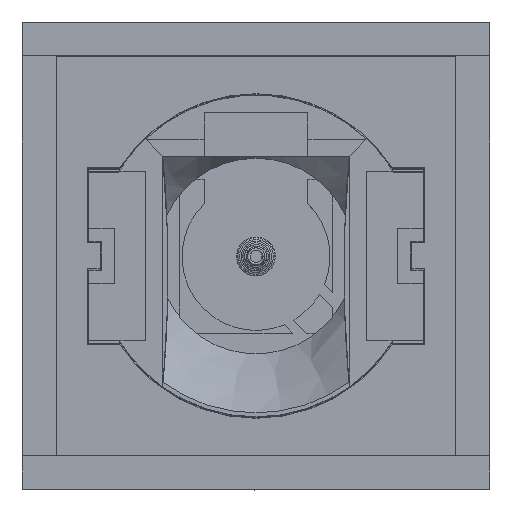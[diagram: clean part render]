
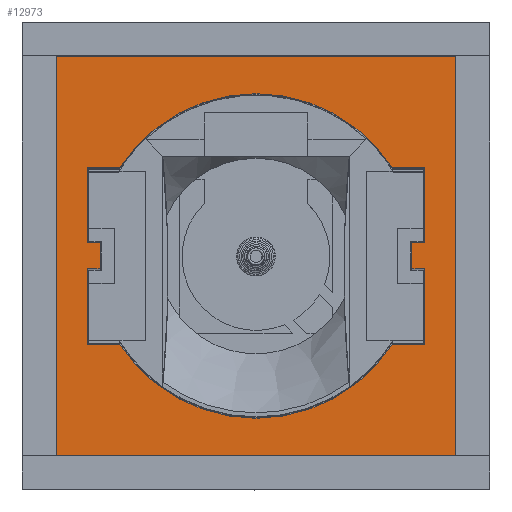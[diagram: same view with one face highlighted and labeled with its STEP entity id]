
A CAD part, top view. The second image highlights one B-rep face of the part: STEP entity #12973.
In plain terms, the highlighted planar face has unit normal (0, 0, 1).
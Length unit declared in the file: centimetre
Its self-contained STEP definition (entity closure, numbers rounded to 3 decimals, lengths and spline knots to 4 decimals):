
#63=FACE_BOUND('',#4676,.T.);
#765=LINE('',#21424,#2126);
#934=LINE('',#21817,#2295);
#936=LINE('',#21821,#2297);
#938=LINE('',#21825,#2299);
#940=LINE('',#21829,#2301);
#942=LINE('',#21833,#2303);
#944=LINE('',#21837,#2305);
#946=LINE('',#21841,#2307);
#949=LINE('',#21849,#2310);
#951=LINE('',#21853,#2312);
#953=LINE('',#21857,#2314);
#955=LINE('',#21861,#2316);
#957=LINE('',#21865,#2318);
#959=LINE('',#21869,#2320);
#961=LINE('',#21872,#2322);
#962=LINE('',#21876,#2323);
#966=LINE('',#21882,#2327);
#967=LINE('',#21884,#2328);
#2126=VECTOR('',#16227,1.);
#2295=VECTOR('',#16578,1.);
#2297=VECTOR('',#16582,1.);
#2299=VECTOR('',#16586,1.);
#2301=VECTOR('',#16590,1.);
#2303=VECTOR('',#16594,1.);
#2305=VECTOR('',#16598,1.);
#2307=VECTOR('',#16602,1.);
#2310=VECTOR('',#16611,1.);
#2312=VECTOR('',#16615,1.);
#2314=VECTOR('',#16619,1.);
#2316=VECTOR('',#16623,1.);
#2318=VECTOR('',#16627,1.);
#2320=VECTOR('',#16631,1.);
#2322=VECTOR('',#16635,1.);
#2323=VECTOR('',#16640,1.);
#2327=VECTOR('',#16646,1.);
#2328=VECTOR('',#16649,1.);
#3274=PLANE('',#13931);
#3945=FACE_OUTER_BOUND('',#4675,.T.);
#4675=EDGE_LOOP('',(#11202,#11203,#11204,#11205));
#4676=EDGE_LOOP('',(#11206,#11207,#11208,#11209,#11210,#11211,#11212,#11213,
#11214,#11215,#11216,#11217,#11218,#11219,#11220,#11221));
#5258=CIRCLE('',#13910,0.625);
#5259=CIRCLE('',#13919,0.625);
#6122=VERTEX_POINT('',#21421);
#6123=VERTEX_POINT('',#21423);
#6254=VERTEX_POINT('',#21810);
#6255=VERTEX_POINT('',#21812);
#6256=VERTEX_POINT('',#21816);
#6257=VERTEX_POINT('',#21820);
#6258=VERTEX_POINT('',#21824);
#6259=VERTEX_POINT('',#21828);
#6260=VERTEX_POINT('',#21832);
#6261=VERTEX_POINT('',#21836);
#6262=VERTEX_POINT('',#21840);
#6263=VERTEX_POINT('',#21844);
#6264=VERTEX_POINT('',#21848);
#6265=VERTEX_POINT('',#21852);
#6266=VERTEX_POINT('',#21856);
#6267=VERTEX_POINT('',#21860);
#6268=VERTEX_POINT('',#21864);
#6269=VERTEX_POINT('',#21868);
#6270=VERTEX_POINT('',#21875);
#6271=VERTEX_POINT('',#21880);
#7762=EDGE_CURVE('',#6123,#6122,#765,.T.);
#7954=EDGE_CURVE('',#6255,#6254,#5258,.T.);
#7956=EDGE_CURVE('',#6256,#6255,#934,.T.);
#7958=EDGE_CURVE('',#6257,#6256,#936,.T.);
#7960=EDGE_CURVE('',#6258,#6257,#938,.T.);
#7962=EDGE_CURVE('',#6259,#6258,#940,.T.);
#7964=EDGE_CURVE('',#6260,#6259,#942,.T.);
#7966=EDGE_CURVE('',#6261,#6260,#944,.T.);
#7968=EDGE_CURVE('',#6262,#6261,#946,.T.);
#7970=EDGE_CURVE('',#6263,#6262,#5259,.T.);
#7972=EDGE_CURVE('',#6264,#6263,#949,.T.);
#7974=EDGE_CURVE('',#6265,#6264,#951,.T.);
#7976=EDGE_CURVE('',#6266,#6265,#953,.T.);
#7978=EDGE_CURVE('',#6267,#6266,#955,.T.);
#7980=EDGE_CURVE('',#6268,#6267,#957,.T.);
#7982=EDGE_CURVE('',#6269,#6268,#959,.T.);
#7984=EDGE_CURVE('',#6254,#6269,#961,.T.);
#7985=EDGE_CURVE('',#6122,#6270,#962,.T.);
#7989=EDGE_CURVE('',#6270,#6271,#966,.T.);
#7990=EDGE_CURVE('',#6271,#6123,#967,.T.);
#11202=ORIENTED_EDGE('',*,*,#7985,.T.);
#11203=ORIENTED_EDGE('',*,*,#7989,.T.);
#11204=ORIENTED_EDGE('',*,*,#7990,.T.);
#11205=ORIENTED_EDGE('',*,*,#7762,.T.);
#11206=ORIENTED_EDGE('',*,*,#7954,.T.);
#11207=ORIENTED_EDGE('',*,*,#7984,.T.);
#11208=ORIENTED_EDGE('',*,*,#7982,.T.);
#11209=ORIENTED_EDGE('',*,*,#7980,.T.);
#11210=ORIENTED_EDGE('',*,*,#7978,.T.);
#11211=ORIENTED_EDGE('',*,*,#7976,.T.);
#11212=ORIENTED_EDGE('',*,*,#7974,.T.);
#11213=ORIENTED_EDGE('',*,*,#7972,.T.);
#11214=ORIENTED_EDGE('',*,*,#7970,.T.);
#11215=ORIENTED_EDGE('',*,*,#7968,.T.);
#11216=ORIENTED_EDGE('',*,*,#7966,.T.);
#11217=ORIENTED_EDGE('',*,*,#7964,.T.);
#11218=ORIENTED_EDGE('',*,*,#7962,.T.);
#11219=ORIENTED_EDGE('',*,*,#7960,.T.);
#11220=ORIENTED_EDGE('',*,*,#7958,.T.);
#11221=ORIENTED_EDGE('',*,*,#7956,.T.);
#12973=ADVANCED_FACE('',(#3945,#63),#3274,.T.);
#13910=AXIS2_PLACEMENT_3D('',#21813,#16573,#16574);
#13919=AXIS2_PLACEMENT_3D('',#21845,#16606,#16607);
#13931=AXIS2_PLACEMENT_3D('',#21888,#16652,#16653);
#16227=DIRECTION('',(0.,-1.,0.));
#16573=DIRECTION('center_axis',(0.,0.,
-1.));
#16574=DIRECTION('ref_axis',(-0.839,-0.544,0.));
#16578=DIRECTION('',(-1.,0.,0.));
#16582=DIRECTION('',(0.,-1.,0.));
#16586=DIRECTION('',(1.,0.,0.));
#16590=DIRECTION('',(0.,-1.,0.));
#16594=DIRECTION('',(-1.,0.,0.));
#16598=DIRECTION('',(0.,-1.,0.));
#16602=DIRECTION('',(1.,0.,0.));
#16606=DIRECTION('center_axis',(0.,0.,
-1.));
#16607=DIRECTION('ref_axis',(0.839,0.544,0.));
#16611=DIRECTION('',(1.,0.,0.));
#16615=DIRECTION('',(0.,1.,0.));
#16619=DIRECTION('',(-1.,0.,0.));
#16623=DIRECTION('',(0.,1.,0.));
#16627=DIRECTION('',(1.,0.,0.));
#16631=DIRECTION('',(0.,1.,0.));
#16635=DIRECTION('',(-1.,0.,0.));
#16640=DIRECTION('',(1.,0.,0.));
#16646=DIRECTION('',(0.,1.,0.));
#16649=DIRECTION('',(-1.,0.,0.));
#16652=DIRECTION('center_axis',(0.,0.,
1.));
#16653=DIRECTION('ref_axis',(1.,0.,0.));
#21421=CARTESIAN_POINT('',(-0.77,-0.77,1.76));
#21423=CARTESIAN_POINT('',(-0.77,0.77,1.76));
#21424=CARTESIAN_POINT('',(-0.77,0.77,1.76));
#21810=CARTESIAN_POINT('',(-0.5244,-0.34,1.76));
#21812=CARTESIAN_POINT('',(0.5244,-0.34,1.76));
#21813=CARTESIAN_POINT('Origin',(0.,0.,
1.76));
#21816=CARTESIAN_POINT('',(0.65,-0.34,1.76));
#21817=CARTESIAN_POINT('',(0.2622,-0.34,1.76));
#21820=CARTESIAN_POINT('',(0.65,-0.05,1.76));
#21821=CARTESIAN_POINT('',(0.65,-0.17,1.76));
#21824=CARTESIAN_POINT('',(0.6,-0.05,1.76));
#21825=CARTESIAN_POINT('',(0.325,-0.05,1.76));
#21828=CARTESIAN_POINT('',(0.6,0.05,1.76));
#21829=CARTESIAN_POINT('',(0.6,-0.025,1.76));
#21832=CARTESIAN_POINT('',(0.65,0.05,1.76));
#21833=CARTESIAN_POINT('',(0.3,0.05,1.76));
#21836=CARTESIAN_POINT('',(0.65,0.34,1.76));
#21837=CARTESIAN_POINT('',(0.65,0.025,1.76));
#21840=CARTESIAN_POINT('',(0.5244,0.34,1.76));
#21841=CARTESIAN_POINT('',(0.325,0.34,1.76));
#21844=CARTESIAN_POINT('',(-0.5244,0.34,1.76));
#21845=CARTESIAN_POINT('Origin',(0.,0.,
1.76));
#21848=CARTESIAN_POINT('',(-0.65,0.34,1.76));
#21849=CARTESIAN_POINT('',(-0.2622,0.34,1.76));
#21852=CARTESIAN_POINT('',(-0.65,0.05,1.76));
#21853=CARTESIAN_POINT('',(-0.65,0.17,1.76));
#21856=CARTESIAN_POINT('',(-0.6,0.05,1.76));
#21857=CARTESIAN_POINT('',(-0.325,0.05,1.76));
#21860=CARTESIAN_POINT('',(-0.6,-0.05,1.76));
#21861=CARTESIAN_POINT('',(-0.6,0.025,1.76));
#21864=CARTESIAN_POINT('',(-0.65,-0.05,1.76));
#21865=CARTESIAN_POINT('',(-0.3,-0.05,1.76));
#21868=CARTESIAN_POINT('',(-0.65,-0.34,1.76));
#21869=CARTESIAN_POINT('',(-0.65,-0.025,1.76));
#21872=CARTESIAN_POINT('',(-0.325,-0.34,1.76));
#21875=CARTESIAN_POINT('',(0.77,-0.77,1.76));
#21876=CARTESIAN_POINT('',(-0.77,-0.77,1.76));
#21880=CARTESIAN_POINT('',(0.77,0.77,1.76));
#21882=CARTESIAN_POINT('',(0.77,-0.77,1.76));
#21884=CARTESIAN_POINT('',(0.77,0.77,1.76));
#21888=CARTESIAN_POINT('Origin',(0.,0.,
1.76));
